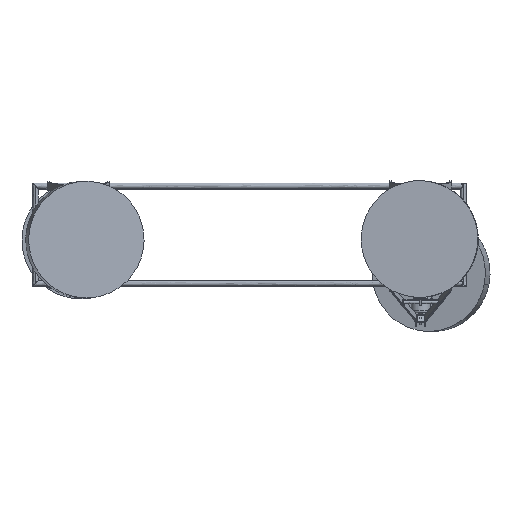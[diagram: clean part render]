
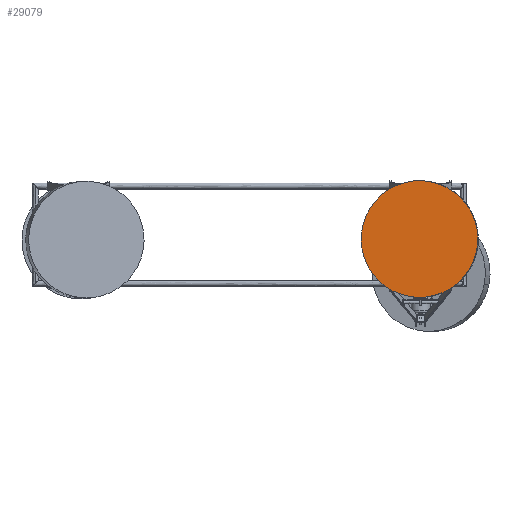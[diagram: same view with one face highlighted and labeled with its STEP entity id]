
A CAD part, top view. The second image highlights one B-rep face of the part: STEP entity #29079.
In plain terms, the highlighted free-form (B-spline) face has degree [1, 1] with [2, 2] control points.
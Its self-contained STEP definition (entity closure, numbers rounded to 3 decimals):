
#28899 = EDGE_CURVE('',#28900,#28902,#28904,.T.);
#28900 = VERTEX_POINT('',#28901);
#28901 = CARTESIAN_POINT('',(-572.385,-31.424,
    1113.698));
#28902 = VERTEX_POINT('',#28903);
#28903 = CARTESIAN_POINT('',(232.631,-82.471,
    1132.494));
#28904 = ( BOUNDED_CURVE() B_SPLINE_CURVE(2,(#28905,#28906,#28907,#28908
,#28909),.UNSPECIFIED.,.F.,.F.) B_SPLINE_CURVE_WITH_KNOTS((3,2,3),(0.,
1.571,3.142),.PIECEWISE_BEZIER_KNOTS.) CURVE() 
GEOMETRIC_REPRESENTATION_ITEM() RATIONAL_B_SPLINE_CURVE((1.,
0.707,1.,0.707,1.)) REPRESENTATION_ITEM('') );
#28905 = CARTESIAN_POINT('',(-572.385,-31.424,
    1113.698));
#28906 = CARTESIAN_POINT('',(-546.868,371.193,
    1114.294));
#28907 = CARTESIAN_POINT('',(-144.36,345.67,
    1123.692));
#28908 = CARTESIAN_POINT('',(258.148,320.146,
    1133.09));
#28909 = CARTESIAN_POINT('',(232.631,-82.471,
    1132.494));
#29059 = EDGE_CURVE('',#28902,#28900,#29060,.T.);
#29060 = ( BOUNDED_CURVE() B_SPLINE_CURVE(2,(#29061,#29062,#29063,#29064
,#29065),.UNSPECIFIED.,.F.,.F.) B_SPLINE_CURVE_WITH_KNOTS((3,2,3),(
    3.142,4.712,6.283),
.PIECEWISE_BEZIER_KNOTS.) CURVE() GEOMETRIC_REPRESENTATION_ITEM() 
RATIONAL_B_SPLINE_CURVE((1.,0.707,1.,0.707,1.)) 
REPRESENTATION_ITEM('') );
#29061 = CARTESIAN_POINT('',(232.631,-82.471,
    1132.494));
#29062 = CARTESIAN_POINT('',(207.115,-485.089,
    1131.898));
#29063 = CARTESIAN_POINT('',(-195.393,-459.566,
    1122.5));
#29064 = CARTESIAN_POINT('',(-597.901,-434.042,
    1113.103));
#29065 = CARTESIAN_POINT('',(-572.385,-31.424,
    1113.698));
#29079 = ADVANCED_FACE('',(#29080),#29084,.F.);
#29080 = FACE_BOUND('',#29081,.T.);
#29081 = EDGE_LOOP('',(#29082,#29083));
#29082 = ORIENTED_EDGE('',*,*,#28899,.F.);
#29083 = ORIENTED_EDGE('',*,*,#29059,.F.);
#29084 = B_SPLINE_SURFACE_WITH_KNOTS('',1,1,(
    (#29085,#29086)
    ,(#29087,#29088
  )),.UNSPECIFIED.,.F.,.F.,.F.,(2,2),(2,2),(-300.,300.),(-300.,300.),
  .PIECEWISE_BEZIER_KNOTS.);
#29085 = CARTESIAN_POINT('',(207.115,-485.089,
    1131.898));
#29086 = CARTESIAN_POINT('',(258.148,320.146,
    1133.09));
#29087 = CARTESIAN_POINT('',(-597.901,-434.042,
    1113.103));
#29088 = CARTESIAN_POINT('',(-546.868,371.193,
    1114.294));
